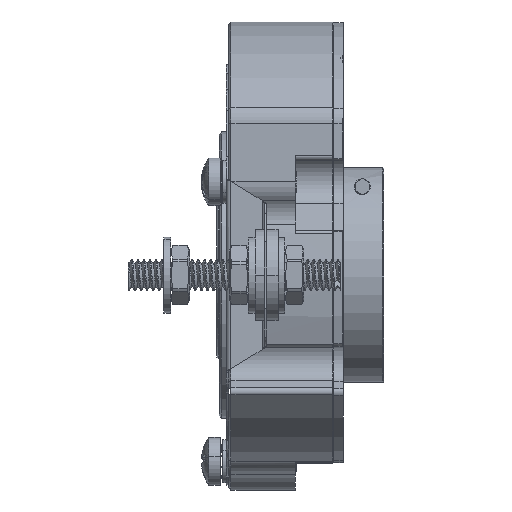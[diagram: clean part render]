
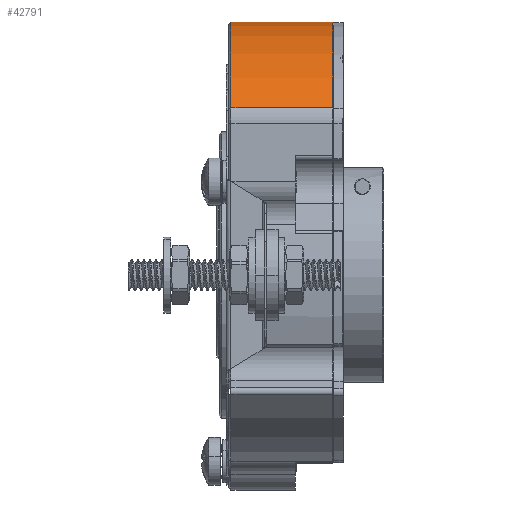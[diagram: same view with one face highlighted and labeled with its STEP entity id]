
A CAD part, left-side view. The second image highlights one B-rep face of the part: STEP entity #42791.
In plain terms, the highlighted cylindrical face has radius 53 mm (diameter 106 mm), a partial arc.
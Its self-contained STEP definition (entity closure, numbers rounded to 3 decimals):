
#186 = VECTOR ( 'NONE', #33512, 1000. ) ;
#2172 = EDGE_CURVE ( 'NONE', #7859, #42389, #29074, .T. ) ;
#2614 = DIRECTION ( 'NONE',  ( 0., 0., 1. ) ) ;
#3908 = EDGE_CURVE ( 'NONE', #33196, #42389, #45489, .T. ) ;
#4490 = VERTEX_POINT ( 'NONE', #40253 ) ;
#5010 = CARTESIAN_POINT ( 'NONE',  ( -39.75, 0.2, 35.056 ) ) ;
#6791 = VECTOR ( 'NONE', #25361, 1000. ) ;
#7859 = VERTEX_POINT ( 'NONE', #11603 ) ;
#8652 = FACE_OUTER_BOUND ( 'NONE', #45476, .T. ) ;
#9123 = DIRECTION ( 'NONE',  ( 0., -1., 0. ) ) ;
#11603 = CARTESIAN_POINT ( 'NONE',  ( 0., 21.5, 53. ) ) ;
#12470 = CARTESIAN_POINT ( 'NONE',  ( 0., 24., 0. ) ) ;
#15284 = LINE ( 'NONE', #43440, #6791 ) ;
#16043 = EDGE_CURVE ( 'NONE', #4490, #33196, #15284, .T. ) ;
#17246 = CARTESIAN_POINT ( 'NONE',  ( 0., 21.5, 0. ) ) ;
#20930 = DIRECTION ( 'NONE',  ( 0., 0., -1. ) ) ;
#24328 = DIRECTION ( 'NONE',  ( 0., 1., 0. ) ) ;
#24392 = EDGE_CURVE ( 'NONE', #7859, #4490, #35688, .T. ) ;
#24812 = AXIS2_PLACEMENT_3D ( 'NONE', #17246, #42647, #20930 ) ;
#25361 = DIRECTION ( 'NONE',  ( 0., -1., 0. ) ) ;
#26959 = ORIENTED_EDGE ( 'NONE', *, *, #16043, .T. ) ;
#29074 = LINE ( 'NONE', #44130, #186 ) ;
#32192 = ORIENTED_EDGE ( 'NONE', *, *, #2172, .F. ) ;
#32457 = AXIS2_PLACEMENT_3D ( 'NONE', #46007, #24328, #2614 ) ;
#33196 = VERTEX_POINT ( 'NONE', #5010 ) ;
#33512 = DIRECTION ( 'NONE',  ( 0., -1., 0. ) ) ;
#34415 = ORIENTED_EDGE ( 'NONE', *, *, #24392, .T. ) ;
#35688 = CIRCLE ( 'NONE', #24812, 53. ) ;
#40253 = CARTESIAN_POINT ( 'NONE',  ( -39.75, 21.5, 35.056 ) ) ;
#40797 = AXIS2_PLACEMENT_3D ( 'NONE', #12470, #9123, #41767 ) ;
#41767 = DIRECTION ( 'NONE',  ( 0., 0., -1. ) ) ;
#42389 = VERTEX_POINT ( 'NONE', #46695 ) ;
#42647 = DIRECTION ( 'NONE',  ( 0., -1., 0. ) ) ;
#42791 = ADVANCED_FACE ( 'NONE', ( #8652 ), #44913, .T. ) ;
#43032 = ORIENTED_EDGE ( 'NONE', *, *, #3908, .T. ) ;
#43440 = CARTESIAN_POINT ( 'NONE',  ( -39.75, 24., 35.056 ) ) ;
#44130 = CARTESIAN_POINT ( 'NONE',  ( 0., 24., 53. ) ) ;
#44913 = CYLINDRICAL_SURFACE ( 'NONE', #40797, 53. ) ;
#45476 = EDGE_LOOP ( 'NONE', ( #26959, #43032, #32192, #34415 ) ) ;
#45489 = CIRCLE ( 'NONE', #32457, 53. ) ;
#46007 = CARTESIAN_POINT ( 'NONE',  ( 0., 0.2, 0. ) ) ;
#46695 = CARTESIAN_POINT ( 'NONE',  ( 0., 0.2, 53. ) ) ;
